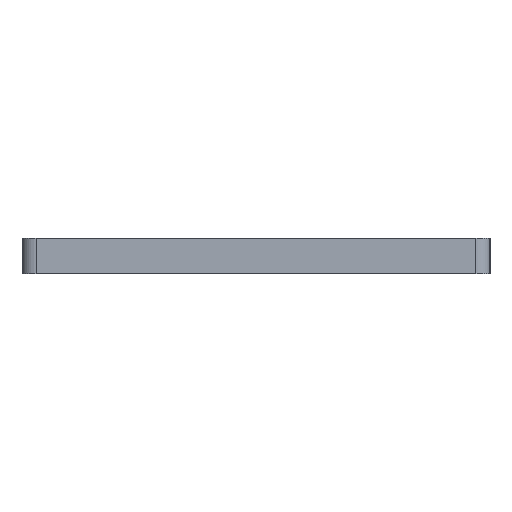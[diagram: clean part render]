
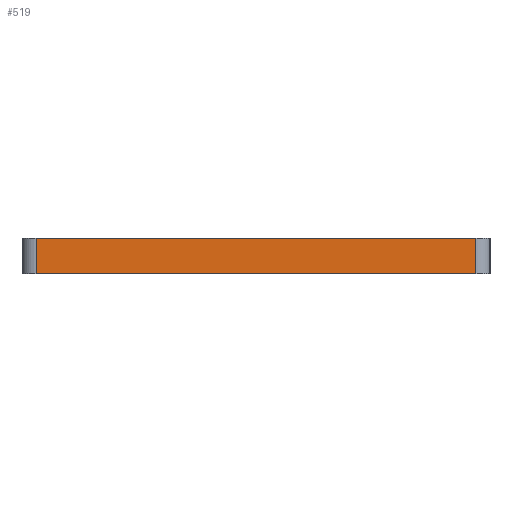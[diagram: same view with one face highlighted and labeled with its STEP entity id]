
A CAD part, left-side view. The second image highlights one B-rep face of the part: STEP entity #519.
In plain terms, the highlighted planar face has unit normal (-1, 0, 0).
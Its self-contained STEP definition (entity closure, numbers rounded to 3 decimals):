
#72 = PLANE('',#73);
#73 = AXIS2_PLACEMENT_3D('',#74,#75,#76);
#74 = CARTESIAN_POINT('',(7.,127.7,10.));
#75 = DIRECTION('',(0.,0.,1.));
#76 = DIRECTION('',(1.,0.,0.));
#126 = PLANE('',#127);
#127 = AXIS2_PLACEMENT_3D('',#128,#129,#130);
#128 = CARTESIAN_POINT('',(7.,127.7,0.));
#129 = DIRECTION('',(0.,0.,1.));
#130 = DIRECTION('',(1.,0.,0.));
#358 = CYLINDRICAL_SURFACE('',#359,4.);
#359 = AXIS2_PLACEMENT_3D('',#360,#361,#362);
#360 = CARTESIAN_POINT('',(4.,129.7,0.));
#361 = DIRECTION('',(-0.,-0.,-1.));
#362 = DIRECTION('',(1.,0.,0.));
#447 = VERTEX_POINT('',#448);
#448 = CARTESIAN_POINT('',(0.,129.7,10.));
#470 = EDGE_CURVE('',#471,#447,#473,.T.);
#471 = VERTEX_POINT('',#472);
#472 = CARTESIAN_POINT('',(0.,129.7,0.));
#473 = SURFACE_CURVE('',#474,(#478,#485),.PCURVE_S1.);
#474 = LINE('',#475,#476);
#475 = CARTESIAN_POINT('',(0.,129.7,0.));
#476 = VECTOR('',#477,1.);
#477 = DIRECTION('',(0.,0.,1.));
#478 = PCURVE('',#358,#479);
#479 = DEFINITIONAL_REPRESENTATION('',(#480),#484);
#480 = LINE('',#481,#482);
#481 = CARTESIAN_POINT('',(-3.142,0.));
#482 = VECTOR('',#483,1.);
#483 = DIRECTION('',(-0.,-1.));
#484 = ( GEOMETRIC_REPRESENTATION_CONTEXT(2) 
PARAMETRIC_REPRESENTATION_CONTEXT() REPRESENTATION_CONTEXT('2D SPACE',''
  ) );
#485 = PCURVE('',#486,#491);
#486 = PLANE('',#487);
#487 = AXIS2_PLACEMENT_3D('',#488,#489,#490);
#488 = CARTESIAN_POINT('',(0.,4.,0.));
#489 = DIRECTION('',(-1.,0.,0.));
#490 = DIRECTION('',(0.,1.,0.));
#491 = DEFINITIONAL_REPRESENTATION('',(#492),#496);
#492 = LINE('',#493,#494);
#493 = CARTESIAN_POINT('',(125.7,0.));
#494 = VECTOR('',#495,1.);
#495 = DIRECTION('',(0.,-1.));
#496 = ( GEOMETRIC_REPRESENTATION_CONTEXT(2) 
PARAMETRIC_REPRESENTATION_CONTEXT() REPRESENTATION_CONTEXT('2D SPACE',''
  ) );
#519 = ADVANCED_FACE('',(#520),#486,.T.);
#520 = FACE_BOUND('',#521,.T.);
#521 = EDGE_LOOP('',(#522,#552,#573,#574));
#522 = ORIENTED_EDGE('',*,*,#523,.T.);
#523 = EDGE_CURVE('',#524,#526,#528,.T.);
#524 = VERTEX_POINT('',#525);
#525 = CARTESIAN_POINT('',(0.,4.,0.));
#526 = VERTEX_POINT('',#527);
#527 = CARTESIAN_POINT('',(0.,4.,10.));
#528 = SURFACE_CURVE('',#529,(#533,#540),.PCURVE_S1.);
#529 = LINE('',#530,#531);
#530 = CARTESIAN_POINT('',(0.,4.,0.));
#531 = VECTOR('',#532,1.);
#532 = DIRECTION('',(0.,0.,1.));
#533 = PCURVE('',#486,#534);
#534 = DEFINITIONAL_REPRESENTATION('',(#535),#539);
#535 = LINE('',#536,#537);
#536 = CARTESIAN_POINT('',(0.,0.));
#537 = VECTOR('',#538,1.);
#538 = DIRECTION('',(0.,-1.));
#539 = ( GEOMETRIC_REPRESENTATION_CONTEXT(2) 
PARAMETRIC_REPRESENTATION_CONTEXT() REPRESENTATION_CONTEXT('2D SPACE',''
  ) );
#540 = PCURVE('',#541,#546);
#541 = CYLINDRICAL_SURFACE('',#542,4.);
#542 = AXIS2_PLACEMENT_3D('',#543,#544,#545);
#543 = CARTESIAN_POINT('',(4.,4.,0.));
#544 = DIRECTION('',(-0.,-0.,-1.));
#545 = DIRECTION('',(1.,0.,0.));
#546 = DEFINITIONAL_REPRESENTATION('',(#547),#551);
#547 = LINE('',#548,#549);
#548 = CARTESIAN_POINT('',(-3.142,0.));
#549 = VECTOR('',#550,1.);
#550 = DIRECTION('',(-0.,-1.));
#551 = ( GEOMETRIC_REPRESENTATION_CONTEXT(2) 
PARAMETRIC_REPRESENTATION_CONTEXT() REPRESENTATION_CONTEXT('2D SPACE',''
  ) );
#552 = ORIENTED_EDGE('',*,*,#553,.T.);
#553 = EDGE_CURVE('',#526,#447,#554,.T.);
#554 = SURFACE_CURVE('',#555,(#559,#566),.PCURVE_S1.);
#555 = LINE('',#556,#557);
#556 = CARTESIAN_POINT('',(0.,4.,10.));
#557 = VECTOR('',#558,1.);
#558 = DIRECTION('',(0.,1.,0.));
#559 = PCURVE('',#486,#560);
#560 = DEFINITIONAL_REPRESENTATION('',(#561),#565);
#561 = LINE('',#562,#563);
#562 = CARTESIAN_POINT('',(0.,-10.));
#563 = VECTOR('',#564,1.);
#564 = DIRECTION('',(1.,0.));
#565 = ( GEOMETRIC_REPRESENTATION_CONTEXT(2) 
PARAMETRIC_REPRESENTATION_CONTEXT() REPRESENTATION_CONTEXT('2D SPACE',''
  ) );
#566 = PCURVE('',#72,#567);
#567 = DEFINITIONAL_REPRESENTATION('',(#568),#572);
#568 = LINE('',#569,#570);
#569 = CARTESIAN_POINT('',(-7.,-123.7));
#570 = VECTOR('',#571,1.);
#571 = DIRECTION('',(0.,1.));
#572 = ( GEOMETRIC_REPRESENTATION_CONTEXT(2) 
PARAMETRIC_REPRESENTATION_CONTEXT() REPRESENTATION_CONTEXT('2D SPACE',''
  ) );
#573 = ORIENTED_EDGE('',*,*,#470,.F.);
#574 = ORIENTED_EDGE('',*,*,#575,.F.);
#575 = EDGE_CURVE('',#524,#471,#576,.T.);
#576 = SURFACE_CURVE('',#577,(#581,#588),.PCURVE_S1.);
#577 = LINE('',#578,#579);
#578 = CARTESIAN_POINT('',(0.,4.,0.));
#579 = VECTOR('',#580,1.);
#580 = DIRECTION('',(0.,1.,0.));
#581 = PCURVE('',#486,#582);
#582 = DEFINITIONAL_REPRESENTATION('',(#583),#587);
#583 = LINE('',#584,#585);
#584 = CARTESIAN_POINT('',(0.,0.));
#585 = VECTOR('',#586,1.);
#586 = DIRECTION('',(1.,0.));
#587 = ( GEOMETRIC_REPRESENTATION_CONTEXT(2) 
PARAMETRIC_REPRESENTATION_CONTEXT() REPRESENTATION_CONTEXT('2D SPACE',''
  ) );
#588 = PCURVE('',#126,#589);
#589 = DEFINITIONAL_REPRESENTATION('',(#590),#594);
#590 = LINE('',#591,#592);
#591 = CARTESIAN_POINT('',(-7.,-123.7));
#592 = VECTOR('',#593,1.);
#593 = DIRECTION('',(0.,1.));
#594 = ( GEOMETRIC_REPRESENTATION_CONTEXT(2) 
PARAMETRIC_REPRESENTATION_CONTEXT() REPRESENTATION_CONTEXT('2D SPACE',''
  ) );
